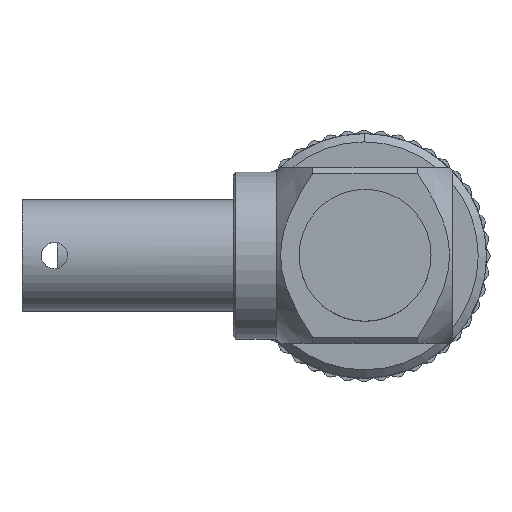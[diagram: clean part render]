
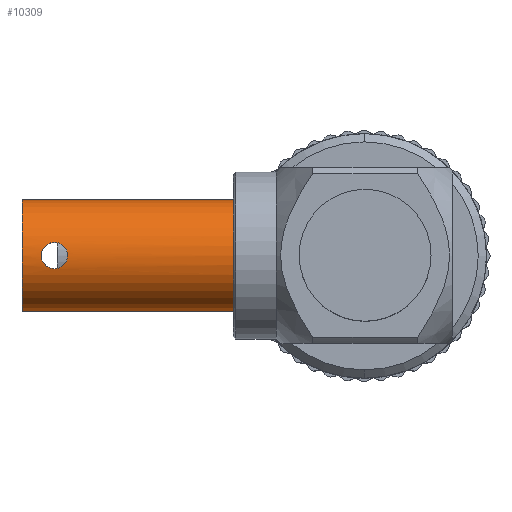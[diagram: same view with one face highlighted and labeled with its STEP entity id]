
A CAD part, top view. The second image highlights one B-rep face of the part: STEP entity #10309.
In plain terms, the highlighted cylindrical face has radius 3.175 mm (diameter 6.35 mm), a partial arc.
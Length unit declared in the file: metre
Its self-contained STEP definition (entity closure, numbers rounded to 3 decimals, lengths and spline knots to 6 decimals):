
#85 = VERTEX_POINT ( 'NONE', #11310 ) ;
#215 = CARTESIAN_POINT ( 'NONE',  ( 0.0085, -0.003175, -0.005 ) ) ;
#355 = DIRECTION ( 'NONE',  ( 0., 1., 0. ) ) ;
#490 = VERTEX_POINT ( 'NONE', #14154 ) ;
#536 = CARTESIAN_POINT ( 'NONE',  ( -0.0035, 0.003175, -0.005 ) ) ;
#621 = EDGE_CURVE ( 'NONE', #1331, #13187, #9000, .T. ) ;
#743 = AXIS2_PLACEMENT_3D ( 'NONE', #2012, #2153, #844 ) ;
#844 = DIRECTION ( 'NONE',  ( 0., 1., 0. ) ) ;
#1295 = CARTESIAN_POINT ( 'NONE',  ( -0.001559, -0.00075, -0.001915 ) ) ;
#1323 = AXIS2_PLACEMENT_3D ( 'NONE', #9358, #13800, #355 ) ;
#1331 = VERTEX_POINT ( 'NONE', #12885 ) ;
#1610 = VERTEX_POINT ( 'NONE', #536 ) ;
#1708 = CARTESIAN_POINT ( 'NONE',  ( -0.002313, 0.000378, -0.001846 ) ) ;
#1709 = DIRECTION ( 'NONE',  ( 1., 0., 0. ) ) ;
#1721 = ORIENTED_EDGE ( 'NONE', *, *, #5095, .F. ) ;
#1811 = EDGE_LOOP ( 'NONE', ( #1855, #1721 ) ) ;
#1821 = EDGE_CURVE ( 'NONE', #1610, #14210, #3665, .T. ) ;
#1855 = ORIENTED_EDGE ( 'NONE', *, *, #6820, .F. ) ;
#2012 = CARTESIAN_POINT ( 'NONE',  ( 0.0085, 0., -0.005 ) ) ;
#2153 = DIRECTION ( 'NONE',  ( 1., 0., 0. ) ) ;
#2219 = CYLINDRICAL_SURFACE ( 'NONE', #743, 0.003175 ) ;
#2650 = CARTESIAN_POINT ( 'NONE',  ( -0.002119, 0.0006, -0.001881 ) ) ;
#2916 = ORIENTED_EDGE ( 'NONE', *, *, #621, .T. ) ;
#2934 = CARTESIAN_POINT ( 'NONE',  ( -0.000908, 0., -0.001825 ) ) ;
#2970 = CIRCLE ( 'NONE', #7837, 0.003175 ) ;
#3066 = CARTESIAN_POINT ( 'NONE',  ( 0.0085, -0.003175, -0.005 ) ) ;
#3273 = VECTOR ( 'NONE', #5524, 1. ) ;
#3541 = CARTESIAN_POINT ( 'NONE',  ( -0.00099, -0.000393, -0.001846 ) ) ;
#3562 = CARTESIAN_POINT ( 'NONE',  ( -0.002313, -0.000378, -0.001846 ) ) ;
#3665 = LINE ( 'NONE', #8093, #7708 ) ;
#4565 = CARTESIAN_POINT ( 'NONE',  ( -0.001856, -0.00075, -0.001915 ) ) ;
#4732 = CARTESIAN_POINT ( 'NONE',  ( -0.002388, -0.000197, -0.00183 ) ) ;
#5095 = EDGE_CURVE ( 'NONE', #490, #85, #12571, .T. ) ;
#5524 = DIRECTION ( 'NONE',  ( 1., 0., 0. ) ) ;
#5650 = CARTESIAN_POINT ( 'NONE',  ( -0.001197, -0.000599, -0.001881 ) ) ;
#5887 = CARTESIAN_POINT ( 'NONE',  ( -0.002408, 0., -0.001825 ) ) ;
#5982 = CARTESIAN_POINT ( 'NONE',  ( -0.001003, 0.000379, -0.001846 ) ) ;
#6053 = CARTESIAN_POINT ( 'NONE',  ( -0.002408, 0., -0.001825 ) ) ;
#6127 = DIRECTION ( 'NONE',  ( 0., 1., 0. ) ) ;
#6661 = CARTESIAN_POINT ( 'NONE',  ( -0.000908, -0.000199, -0.001825 ) ) ;
#6805 = CARTESIAN_POINT ( 'NONE',  ( -0.000908, 0., -0.001825 ) ) ;
#6820 = EDGE_CURVE ( 'NONE', #85, #490, #12240, .T. ) ;
#7007 = DIRECTION ( 'NONE',  ( 1., 0., 0. ) ) ;
#7074 = CARTESIAN_POINT ( 'NONE',  ( -0.002388, 0.000197, -0.00183 ) ) ;
#7358 = CARTESIAN_POINT ( 'NONE',  ( -0.001059, 0.000462, -0.001858 ) ) ;
#7708 = VECTOR ( 'NONE', #7007, 1. ) ;
#7837 = AXIS2_PLACEMENT_3D ( 'NONE', #11652, #1709, #6127 ) ;
#7972 = EDGE_CURVE ( 'NONE', #1610, #1331, #2970, .T. ) ;
#7993 = CARTESIAN_POINT ( 'NONE',  ( -0.002257, -0.000461, -0.001858 ) ) ;
#8093 = CARTESIAN_POINT ( 'NONE',  ( 0.0085, 0.003175, -0.005 ) ) ;
#8167 = CARTESIAN_POINT ( 'NONE',  ( -0.001854, 0.000731, -0.00191 ) ) ;
#8312 = CARTESIAN_POINT ( 'NONE',  ( -0.001559, 0.00075, -0.001915 ) ) ;
#8382 = CARTESIAN_POINT ( 'NONE',  ( -0.002036, 0.000655, -0.001893 ) ) ;
#9000 = LINE ( 'NONE', #215, #3273 ) ;
#9153 = CARTESIAN_POINT ( 'NONE',  ( -0.00205, -0.000668, -0.001893 ) ) ;
#9190 = EDGE_LOOP ( 'NONE', ( #9469, #2916, #13485, #11638 ) ) ;
#9229 = CARTESIAN_POINT ( 'NONE',  ( -0.002408, -0.000098, -0.001825 ) ) ;
#9358 = CARTESIAN_POINT ( 'NONE',  ( 0.0085, 0., -0.005 ) ) ;
#9396 = CARTESIAN_POINT ( 'NONE',  ( -0.00128, 0.000655, -0.001893 ) ) ;
#9469 = ORIENTED_EDGE ( 'NONE', *, *, #7972, .T. ) ;
#9535 = CARTESIAN_POINT ( 'NONE',  ( -0.000927, 0.000197, -0.00183 ) ) ;
#10067 = CARTESIAN_POINT ( 'NONE',  ( -0.00128, -0.000655, -0.001893 ) ) ;
#10309 = ADVANCED_FACE ( 'NONE', ( #12159, #12091 ), #2219, .T. ) ;
#10601 = CIRCLE ( 'NONE', #1323, 0.003175 ) ;
#10627 = CARTESIAN_POINT ( 'NONE',  ( -0.00146, 0.00073, -0.00191 ) ) ;
#11310 = CARTESIAN_POINT ( 'NONE',  ( -0.000908, 0., -0.001825 ) ) ;
#11638 = ORIENTED_EDGE ( 'NONE', *, *, #1821, .F. ) ;
#11652 = CARTESIAN_POINT ( 'NONE',  ( -0.0035, 0., -0.005 ) ) ;
#11724 = CARTESIAN_POINT ( 'NONE',  ( -0.001196, 0.000599, -0.001881 ) ) ;
#12091 = FACE_OUTER_BOUND ( 'NONE', #9190, .T. ) ;
#12103 = CARTESIAN_POINT ( 'NONE',  ( 0.0085, 0.003175, -0.005 ) ) ;
#12159 = FACE_BOUND ( 'NONE', #1811, .T. ) ;
#12240 = B_SPLINE_CURVE_WITH_KNOTS ( 'NONE', 3,
 ( #2934, #12593, #9535, #5982, #7358, #11724, #9396, #10627, #8312, #13762, #8167, #8382, #2650, #12740, #1708, #7074, #12814, #6053 ),
 .UNSPECIFIED., .F., .F.,
 ( 4, 2, 2, 2, 2, 2, 2, 2, 4 ),
 ( 0., 0.000294, 0.000588, 0.000882, 0.001177, 0.001471, 0.001765, 0.002059, 0.002353 ),
 .UNSPECIFIED. ) ;
#12571 = B_SPLINE_CURVE_WITH_KNOTS ( 'NONE', 3,
 ( #5887, #9229, #4732, #3562, #7993, #9153, #4565, #1295, #13202, #10067, #5650, #3541, #6661, #6805 ),
 .UNSPECIFIED., .F., .F.,
 ( 4, 2, 2, 2, 2, 2, 4 ),
 ( 0.002353, 0.002647, 0.002941, 0.003529, 0.003824, 0.004118, 0.004706 ),
 .UNSPECIFIED. ) ;
#12593 = CARTESIAN_POINT ( 'NONE',  ( -0.000908, 0.000099, -0.001825 ) ) ;
#12740 = CARTESIAN_POINT ( 'NONE',  ( -0.002258, 0.000461, -0.001858 ) ) ;
#12814 = CARTESIAN_POINT ( 'NONE',  ( -0.002408, 0.000098, -0.001825 ) ) ;
#12885 = CARTESIAN_POINT ( 'NONE',  ( -0.0035, -0.003175, -0.005 ) ) ;
#13187 = VERTEX_POINT ( 'NONE', #3066 ) ;
#13202 = CARTESIAN_POINT ( 'NONE',  ( -0.001461, -0.00073, -0.00191 ) ) ;
#13485 = ORIENTED_EDGE ( 'NONE', *, *, #13934, .F. ) ;
#13762 = CARTESIAN_POINT ( 'NONE',  ( -0.001756, 0.00075, -0.001915 ) ) ;
#13800 = DIRECTION ( 'NONE',  ( 1., 0., 0. ) ) ;
#13934 = EDGE_CURVE ( 'NONE', #14210, #13187, #10601, .T. ) ;
#14154 = CARTESIAN_POINT ( 'NONE',  ( -0.002408, 0., -0.001825 ) ) ;
#14210 = VERTEX_POINT ( 'NONE', #12103 ) ;
